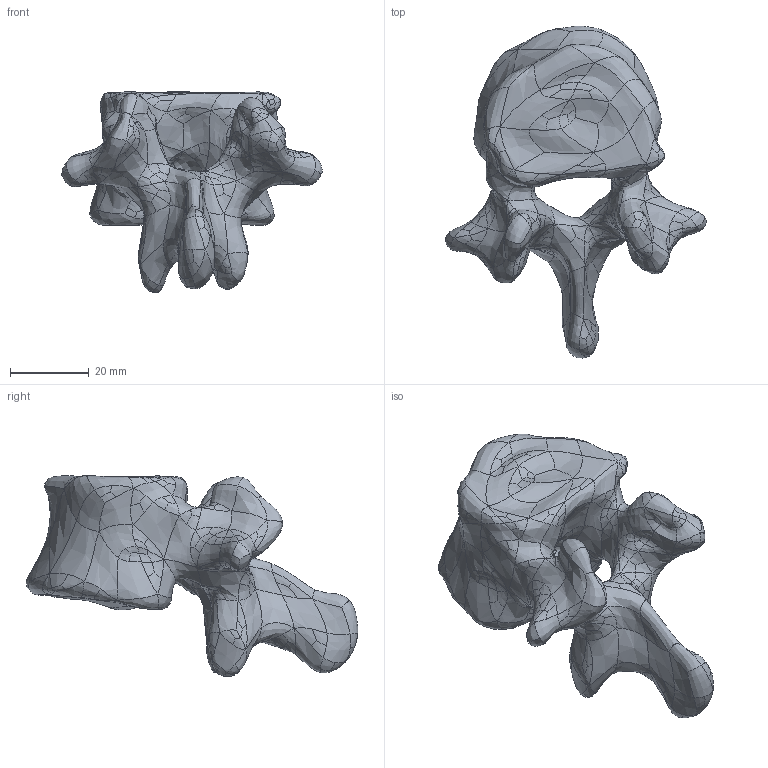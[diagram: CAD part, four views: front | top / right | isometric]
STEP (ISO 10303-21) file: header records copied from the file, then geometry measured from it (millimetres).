
FILE_DESCRIPTION(('CATIA V5 STEP Exchange'),'2;1');
FILE_NAME('Part1.stp','2017-05-22T15:55:27+00:00',('none'),('none'),'CATIA Version 5 Release 20 SP 5 (IN-10)','CATIA V5 STEP AP203','none');
FILE_SCHEMA(('CONFIG_CONTROL_DESIGN'));
Products named in the file (1): Part1
Bounding box: 66.26 x 84.41 x 51.07 mm (x, y, z)
Volume: 56313 mm3; surface area: 12551.3 mm2
Topology: 1 solids, 1 shells, 629 faces, 1389 edges, 760 vertices
Faces by surface type: bspline 629
Entity records: 144270 total; most frequent: CARTESIAN_POINT 135389, ORIENTED_EDGE 2778, B_SPLINE_CURVE_WITH_KNOTS 1389, EDGE_CURVE 1389, VERTEX_POINT 760, ADVANCED_FACE 629, B_SPLINE_SURFACE_WITH_KNOTS 629, EDGE_LOOP 629
